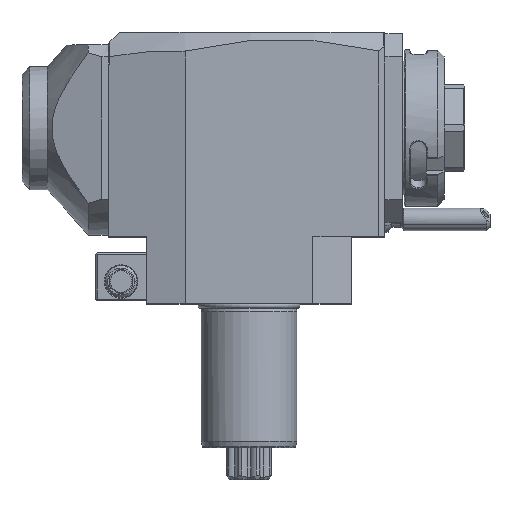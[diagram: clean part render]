
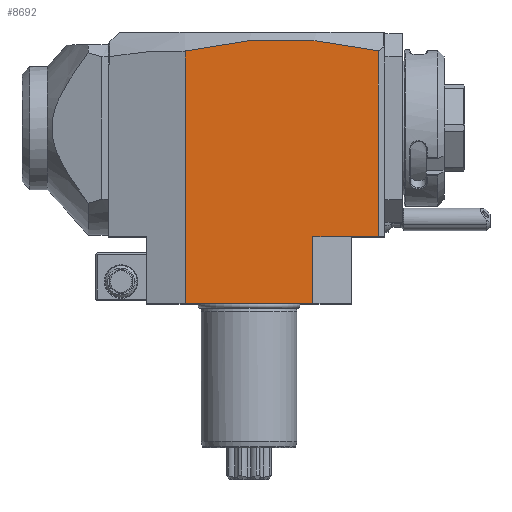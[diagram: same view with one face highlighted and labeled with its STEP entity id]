
A CAD part, top view. The second image highlights one B-rep face of the part: STEP entity #8692.
In plain terms, the highlighted planar face has unit normal (0, 0, 1).
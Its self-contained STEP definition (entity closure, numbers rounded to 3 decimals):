
#17=DIRECTION('',(-1.,0.,0.));
#18=VECTOR('',#17,40.);
#19=CARTESIAN_POINT('',(20.,0.,32.));
#20=LINE('',#19,#18);
#183=DIRECTION('',(-1.,0.,0.));
#184=VECTOR('',#183,20.5);
#185=CARTESIAN_POINT('',(40.5,21.,32.));
#186=LINE('',#185,#184);
#187=CARTESIAN_POINT('',(40.5,79.133,32.));
#188=CARTESIAN_POINT('',(35.458,80.345,32.));
#189=CARTESIAN_POINT('',(25.373,82.145,32.));
#190=CARTESIAN_POINT('',(10.247,83.032,32.));
#191=CARTESIAN_POINT('',(-4.877,82.124,32.));
#192=CARTESIAN_POINT('',(-14.959,80.311,32.));
#193=CARTESIAN_POINT('',(-20.,79.092,32.));
#199=DIRECTION('',(0.,1.,0.));
#200=VECTOR('',#199,58.133);
#201=CARTESIAN_POINT('',(40.5,21.,32.));
#202=LINE('',#201,#200);
#426=DIRECTION('',(0.,-1.,0.));
#427=VECTOR('',#426,79.092);
#428=CARTESIAN_POINT('',(-20.,79.092,32.));
#429=LINE('',#428,#427);
#5162=DIRECTION('',(0.,1.,0.));
#5163=VECTOR('',#5162,21.);
#5164=CARTESIAN_POINT('',(20.,0.,32.));
#5165=LINE('',#5164,#5163);
#7963=VERTEX_POINT('',#187);
#7964=VERTEX_POINT('',#193);
#8337=CARTESIAN_POINT('',(40.5,21.,32.));
#8338=VERTEX_POINT('',#8337);
#8351=CARTESIAN_POINT('',(20.,0.,32.));
#8352=VERTEX_POINT('',#8351);
#8353=CARTESIAN_POINT('',(-20.,0.,32.));
#8354=VERTEX_POINT('',#8353);
#8593=CARTESIAN_POINT('',(20.,21.,32.));
#8594=VERTEX_POINT('',#8593);
#8675=CARTESIAN_POINT('',(-35.103,21.,32.));
#8676=DIRECTION('',(0.,0.,1.));
#8677=DIRECTION('',(1.,0.,0.));
#8678=AXIS2_PLACEMENT_3D('',#8675,#8676,#8677);
#8679=PLANE('',#8678);
#8681=ORIENTED_EDGE('',*,*,#8680,.F.);
#8682=ORIENTED_EDGE('',*,*,#8657,.T.);
#8684=ORIENTED_EDGE('',*,*,#8683,.F.);
#8685=ORIENTED_EDGE('',*,*,#8610,.T.);
#8687=ORIENTED_EDGE('',*,*,#8686,.F.);
#8689=ORIENTED_EDGE('',*,*,#8688,.F.);
#8690=EDGE_LOOP('',(#8681,#8682,#8684,#8685,#8687,#8689));
#8691=FACE_OUTER_BOUND('',#8690,.F.);
#194=B_SPLINE_CURVE_WITH_KNOTS('',3,(#187,#188,#189,#190,#191,#192,#193),
.UNSPECIFIED.,.F.,.F.,(4,1,1,1,4),(0.,0.25,0.5,0.75,1.),
.UNSPECIFIED.);
#8610=EDGE_CURVE('',#8352,#8354,#20,.T.);
#8657=EDGE_CURVE('',#8338,#8594,#186,.T.);
#8680=EDGE_CURVE('',#8338,#7963,#202,.T.);
#8683=EDGE_CURVE('',#8352,#8594,#5165,.T.);
#8686=EDGE_CURVE('',#7964,#8354,#429,.T.);
#8688=EDGE_CURVE('',#7963,#7964,#194,.T.);
#8692=ADVANCED_FACE('',(#8691),#8679,.T.);
